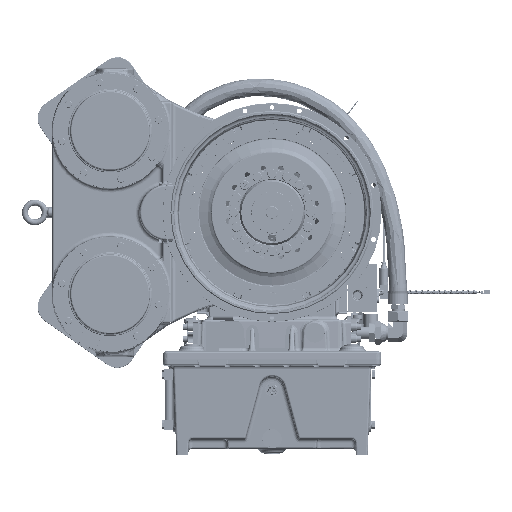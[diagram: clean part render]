
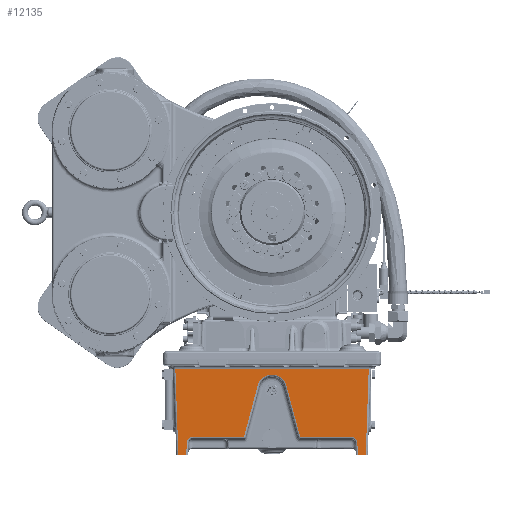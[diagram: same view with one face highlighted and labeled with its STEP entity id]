
A CAD part, top view. The second image highlights one B-rep face of the part: STEP entity #12135.
In plain terms, the highlighted planar face has unit normal (0, -0.035, 0.999).
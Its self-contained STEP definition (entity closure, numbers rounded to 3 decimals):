
#1599 = ORIENTED_EDGE ( 'NONE', *, *, #19898, .F. ) ;
#3588 = CARTESIAN_POINT ( 'NONE',  ( -208.889, -566.374, 105.51 ) ) ;
#6442 = DIRECTION ( 'NONE',  ( -1., 0., 0. ) ) ;
#6749 = ORIENTED_EDGE ( 'NONE', *, *, #270839, .T. ) ;
#7383 = DIRECTION ( 'NONE',  ( 0., -0.035, 0.999 ) ) ;
#8564 = CARTESIAN_POINT ( 'NONE',  ( 215.036, -572.311, 105.302 ) ) ;
#9273 = ORIENTED_EDGE ( 'NONE', *, *, #233495, .T. ) ;
#12135 = ADVANCED_FACE ( 'NONE', ( #92141 ), #75650, .T. ) ;
#12759 = DIRECTION ( 'NONE',  ( -1., 0., 0. ) ) ;
#15141 = VECTOR ( 'NONE', #42550, 1000. ) ;
#19645 = ORIENTED_EDGE ( 'NONE', *, *, #241251, .F. ) ;
#19898 = EDGE_CURVE ( 'NONE', #83894, #89285, #198922, .T. ) ;
#20263 = ORIENTED_EDGE ( 'NONE', *, *, #62491, .T. ) ;
#22947 = CARTESIAN_POINT ( 'NONE',  ( 216.394, -611.2, 103.944 ) ) ;
#23287 = EDGE_CURVE ( 'NONE', #189020, #132026, #174652, .T. ) ;
#28516 = LINE ( 'NONE', #129757, #61840 ) ;
#29170 = DIRECTION ( 'NONE',  ( 1., 0., 0. ) ) ;
#33856 = EDGE_CURVE ( 'NONE', #132026, #133952, #37423, .T. ) ;
#34500 = CARTESIAN_POINT ( 'NONE',  ( 70.977, -566.374, 105.51 ) ) ;
#34973 = CARTESIAN_POINT ( 'NONE',  ( -215.334, -580.851, 105.004 ) ) ;
#36134 = VERTEX_POINT ( 'NONE', #84316 ) ;
#37423 =( BOUNDED_CURVE ( )  B_SPLINE_CURVE ( 3, ( #236213, #233545, #3588, #170544 ),
 .UNSPECIFIED., .F., .F. ) 
 B_SPLINE_CURVE_WITH_KNOTS ( ( 4, 4 ),
 ( 1.606, 3.142 ),
 .UNSPECIFIED. ) 
 CURVE ( )  GEOMETRIC_REPRESENTATION_ITEM ( )  RATIONAL_B_SPLINE_CURVE ( ( 1., 0.813, 0.813, 1. ) ) 
 REPRESENTATION_ITEM ( '' )  );
#39823 = CARTESIAN_POINT ( 'NONE',  ( 23.867, -390.56, 111.649 ) ) ;
#42550 = DIRECTION ( 'NONE',  ( 0.259, 0.965, 0.034 ) ) ;
#47089 = VERTEX_POINT ( 'NONE', #144581 ) ;
#47411 = CARTESIAN_POINT ( 'NONE',  ( -70.977, -566.374, 105.51 ) ) ;
#50734 = EDGE_CURVE ( 'NONE', #47089, #152329, #118128, .T. ) ;
#53493 = ORIENTED_EDGE ( 'NONE', *, *, #80131, .T. ) ;
#57761 =( BOUNDED_CURVE ( )  B_SPLINE_CURVE ( 3, ( #106818, #104089, #39823, #252023 ),
 .UNSPECIFIED., .F., .F. ) 
 B_SPLINE_CURVE_WITH_KNOTS ( ( 4, 4 ),
 ( 4.974, 7.592 ),
 .UNSPECIFIED. ) 
 CURVE ( )  GEOMETRIC_REPRESENTATION_ITEM ( )  RATIONAL_B_SPLINE_CURVE ( ( 1., 0.506, 0.506, 1. ) ) 
 REPRESENTATION_ITEM ( '' )  );
#60270 = VECTOR ( 'NONE', #195968, 1000. ) ;
#61840 = VECTOR ( 'NONE', #195546, 1000. ) ;
#62491 = EDGE_CURVE ( 'NONE', #237500, #148334, #194032, .T. ) ;
#75650 = PLANE ( 'NONE',  #135604 ) ;
#78574 = ORIENTED_EDGE ( 'NONE', *, *, #238435, .T. ) ;
#80131 = EDGE_CURVE ( 'NONE', #83894, #237500, #179971, .T. ) ;
#81078 = ORIENTED_EDGE ( 'NONE', *, *, #180445, .T. ) ;
#83894 = VERTEX_POINT ( 'NONE', #226397 ) ;
#84316 = CARTESIAN_POINT ( 'NONE',  ( -36.222, -436.669, 110.039 ) ) ;
#85167 = VECTOR ( 'NONE', #6442, 1000. ) ;
#89285 = VERTEX_POINT ( 'NONE', #22947 ) ;
#89820 = LINE ( 'NONE', #154120, #92647 ) ;
#90480 = CARTESIAN_POINT ( 'NONE',  ( -244.486, -381.005, 111.983 ) ) ;
#92141 = FACE_OUTER_BOUND ( 'NONE', #233492, .T. ) ;
#92647 = VECTOR ( 'NONE', #237726, 1000. ) ;
#103494 = ORIENTED_EDGE ( 'NONE', *, *, #50734, .T. ) ;
#104089 = CARTESIAN_POINT ( 'NONE',  ( -23.867, -390.56, 111.649 ) ) ;
#104434 = ORIENTED_EDGE ( 'NONE', *, *, #155528, .T. ) ;
#105395 = VERTEX_POINT ( 'NONE', #34500 ) ;
#106818 = CARTESIAN_POINT ( 'NONE',  ( -36.222, -436.669, 110.039 ) ) ;
#112373 = LINE ( 'NONE', #90480, #60270 ) ;
#113445 = VECTOR ( 'NONE', #12759, 1000. ) ;
#116433 = DIRECTION ( 'NONE',  ( -1., 0., 0. ) ) ;
#118128 =( BOUNDED_CURVE ( )  B_SPLINE_CURVE ( 3, ( #196135, #137140, #8564, #156307 ),
 .UNSPECIFIED., .F., .F. ) 
 B_SPLINE_CURVE_WITH_KNOTS ( ( 4, 4 ),
 ( 0., 1.536 ),
 .UNSPECIFIED. ) 
 CURVE ( )  GEOMETRIC_REPRESENTATION_ITEM ( )  RATIONAL_B_SPLINE_CURVE ( ( 1., 0.813, 0.813, 1. ) ) 
 REPRESENTATION_ITEM ( '' )  );
#128630 = VECTOR ( 'NONE', #133419, 1000. ) ;
#129757 = CARTESIAN_POINT ( 'NONE',  ( 216.562, -616.026, 103.776 ) ) ;
#132026 = VERTEX_POINT ( 'NONE', #34973 ) ;
#133419 = DIRECTION ( 'NONE',  ( 0.035, 0.999, 0.035 ) ) ;
#133952 = VERTEX_POINT ( 'NONE', #194369 ) ;
#135604 = AXIS2_PLACEMENT_3D ( 'NONE', #238677, #7383, #261930 ) ;
#135605 = CARTESIAN_POINT ( 'NONE',  ( -243.968, -395.851, 111.465 ) ) ;
#137140 = CARTESIAN_POINT ( 'NONE',  ( 208.889, -566.374, 105.51 ) ) ;
#143139 = EDGE_CURVE ( 'NONE', #152329, #89285, #28516, .T. ) ;
#144581 = CARTESIAN_POINT ( 'NONE',  ( 200.343, -566.374, 105.51 ) ) ;
#146655 = CARTESIAN_POINT ( 'NONE',  ( 243.968, -395.851, 111.465 ) ) ;
#148334 = VERTEX_POINT ( 'NONE', #135605 ) ;
#152329 = VERTEX_POINT ( 'NONE', #188629 ) ;
#154120 = CARTESIAN_POINT ( 'NONE',  ( 70.934, -566.213, 105.515 ) ) ;
#155528 = EDGE_CURVE ( 'NONE', #105395, #47089, #200151, .T. ) ;
#156307 = CARTESIAN_POINT ( 'NONE',  ( 215.334, -580.851, 105.004 ) ) ;
#159419 = CARTESIAN_POINT ( 'NONE',  ( 244.924, -368.464, 112.421 ) ) ;
#170544 = CARTESIAN_POINT ( 'NONE',  ( -200.343, -566.374, 105.51 ) ) ;
#171178 = LINE ( 'NONE', #189088, #15141 ) ;
#174652 = LINE ( 'NONE', #258149, #212332 ) ;
#179971 = LINE ( 'NONE', #159419, #128630 ) ;
#180445 = EDGE_CURVE ( 'NONE', #133952, #222190, #215188, .T. ) ;
#180842 = CARTESIAN_POINT ( 'NONE',  ( 180., -611.2, 103.944 ) ) ;
#188404 = ORIENTED_EDGE ( 'NONE', *, *, #33856, .T. ) ;
#188629 = CARTESIAN_POINT ( 'NONE',  ( 215.334, -580.851, 105.004 ) ) ;
#189020 = VERTEX_POINT ( 'NONE', #249983 ) ;
#189088 = CARTESIAN_POINT ( 'NONE',  ( -36.179, -436.507, 110.045 ) ) ;
#194032 = LINE ( 'NONE', #254262, #85167 ) ;
#194369 = CARTESIAN_POINT ( 'NONE',  ( -200.343, -566.374, 105.51 ) ) ;
#195546 = DIRECTION ( 'NONE',  ( 0.035, -0.999, -0.035 ) ) ;
#195968 = DIRECTION ( 'NONE',  ( 0.035, -0.999, -0.035 ) ) ;
#196135 = CARTESIAN_POINT ( 'NONE',  ( 200.343, -566.374, 105.51 ) ) ;
#198922 = LINE ( 'NONE', #200249, #113445 ) ;
#200151 = LINE ( 'NONE', #261810, #247544 ) ;
#200249 = CARTESIAN_POINT ( 'NONE',  ( 180., -611.2, 103.944 ) ) ;
#205392 = ORIENTED_EDGE ( 'NONE', *, *, #244664, .T. ) ;
#209427 = CARTESIAN_POINT ( 'NONE',  ( 36.222, -436.669, 110.039 ) ) ;
#212332 = VECTOR ( 'NONE', #233576, 1000. ) ;
#215188 = LINE ( 'NONE', #220559, #215804 ) ;
#215804 = VECTOR ( 'NONE', #237123, 1000. ) ;
#220559 = CARTESIAN_POINT ( 'NONE',  ( 180., -566.374, 105.51 ) ) ;
#222190 = VERTEX_POINT ( 'NONE', #47411 ) ;
#226397 = CARTESIAN_POINT ( 'NONE',  ( 236.447, -611.2, 103.944 ) ) ;
#232557 = CARTESIAN_POINT ( 'NONE',  ( -236.447, -611.2, 103.944 ) ) ;
#233492 = EDGE_LOOP ( 'NONE', ( #1599, #53493, #20263, #78574, #19645, #257761, #188404, #81078, #6749, #205392, #9273, #104434, #103494, #268349 ) ) ;
#233495 = EDGE_CURVE ( 'NONE', #263351, #105395, #89820, .T. ) ;
#233545 = CARTESIAN_POINT ( 'NONE',  ( -215.036, -572.311, 105.302 ) ) ;
#233576 = DIRECTION ( 'NONE',  ( 0.035, 0.999, 0.035 ) ) ;
#236213 = CARTESIAN_POINT ( 'NONE',  ( -215.334, -580.851, 105.004 ) ) ;
#236435 = VERTEX_POINT ( 'NONE', #232557 ) ;
#237123 = DIRECTION ( 'NONE',  ( 1., 0., 0. ) ) ;
#237500 = VERTEX_POINT ( 'NONE', #146655 ) ;
#237726 = DIRECTION ( 'NONE',  ( 0.259, -0.965, -0.034 ) ) ;
#238435 = EDGE_CURVE ( 'NONE', #148334, #236435, #112373, .T. ) ;
#238677 = CARTESIAN_POINT ( 'NONE',  ( 180., -366.2, 112.5 ) ) ;
#240292 = VECTOR ( 'NONE', #116433, 1000. ) ;
#241251 = EDGE_CURVE ( 'NONE', #189020, #236435, #267035, .T. ) ;
#244664 = EDGE_CURVE ( 'NONE', #36134, #263351, #57761, .T. ) ;
#247544 = VECTOR ( 'NONE', #29170, 1000. ) ;
#249983 = CARTESIAN_POINT ( 'NONE',  ( -216.394, -611.2, 103.944 ) ) ;
#252023 = CARTESIAN_POINT ( 'NONE',  ( 36.222, -436.669, 110.039 ) ) ;
#254262 = CARTESIAN_POINT ( 'NONE',  ( 180., -395.851, 111.465 ) ) ;
#257761 = ORIENTED_EDGE ( 'NONE', *, *, #23287, .T. ) ;
#258149 = CARTESIAN_POINT ( 'NONE',  ( -215.328, -580.677, 105.01 ) ) ;
#261810 = CARTESIAN_POINT ( 'NONE',  ( 180., -566.374, 105.51 ) ) ;
#261930 = DIRECTION ( 'NONE',  ( 0., -0.999, -0.035 ) ) ;
#263351 = VERTEX_POINT ( 'NONE', #209427 ) ;
#267035 = LINE ( 'NONE', #180842, #240292 ) ;
#268349 = ORIENTED_EDGE ( 'NONE', *, *, #143139, .T. ) ;
#270839 = EDGE_CURVE ( 'NONE', #222190, #36134, #171178, .T. ) ;
